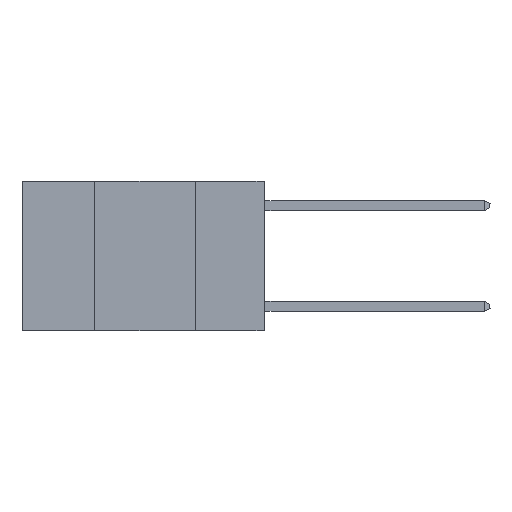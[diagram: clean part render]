
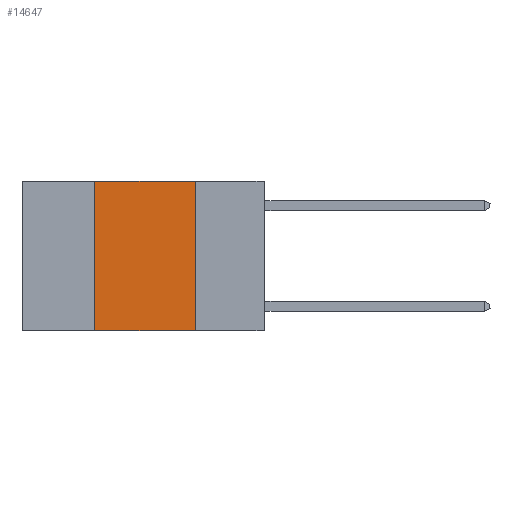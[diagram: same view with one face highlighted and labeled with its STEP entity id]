
A CAD part, left-side view. The second image highlights one B-rep face of the part: STEP entity #14647.
In plain terms, the highlighted planar face has unit normal (-1, 0, 0).
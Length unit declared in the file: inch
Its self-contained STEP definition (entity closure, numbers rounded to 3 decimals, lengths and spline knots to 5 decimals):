
#289 = ORIENTED_EDGE ( 'NONE', *, *, #7245, .F. ) ;
#474 = LINE ( 'NONE', #9049, #2212 ) ;
#2212 = VECTOR ( 'NONE', #20929, 39.37008 ) ;
#3221 = CARTESIAN_POINT ( 'NONE',  ( 0., 0.6, -0.37 ) ) ;
#3663 = LINE ( 'NONE', #13716, #7742 ) ;
#4230 = PLANE ( 'NONE',  #12229 ) ;
#4624 = VERTEX_POINT ( 'NONE', #16431 ) ;
#4704 = VECTOR ( 'NONE', #8785, 39.37008 ) ;
#4882 = DIRECTION ( 'NONE',  ( 0., 0., -1. ) ) ;
#6995 = CARTESIAN_POINT ( 'NONE',  ( 0., 0.17, 0. ) ) ;
#7245 = EDGE_CURVE ( 'NONE', #17336, #10633, #10147, .T. ) ;
#7742 = VECTOR ( 'NONE', #10690, 39.37008 ) ;
#8567 = VERTEX_POINT ( 'NONE', #20666 ) ;
#8677 = VECTOR ( 'NONE', #15064, 39.37008 ) ;
#8693 = CARTESIAN_POINT ( 'NONE',  ( 0., 0.17, -0.37 ) ) ;
#8785 = DIRECTION ( 'NONE',  ( 0., 0., -1. ) ) ;
#9049 = CARTESIAN_POINT ( 'NONE',  ( 0., 0.6, 0. ) ) ;
#10147 = LINE ( 'NONE', #6995, #4704 ) ;
#10633 = VERTEX_POINT ( 'NONE', #8693 ) ;
#10690 = DIRECTION ( 'NONE',  ( 0., 0., 1. ) ) ;
#10934 = FACE_OUTER_BOUND ( 'NONE', #11220, .T. ) ;
#11041 = CARTESIAN_POINT ( 'NONE',  ( 0., 0.6, 0. ) ) ;
#11185 = EDGE_CURVE ( 'NONE', #8567, #4624, #3663, .T. ) ;
#11220 = EDGE_LOOP ( 'NONE', ( #289, #15096, #19352, #16085 ) ) ;
#11701 = DIRECTION ( 'NONE',  ( 1., 0., 0. ) ) ;
#12229 = AXIS2_PLACEMENT_3D ( 'NONE', #11041, #11701, #4882 ) ;
#13716 = CARTESIAN_POINT ( 'NONE',  ( 0., 0.42, 0. ) ) ;
#14071 = EDGE_CURVE ( 'NONE', #4624, #17336, #474, .T. ) ;
#14647 = ADVANCED_FACE ( 'NONE', ( #10934 ), #4230, .F. ) ;
#15064 = DIRECTION ( 'NONE',  ( 0., -1., 0. ) ) ;
#15096 = ORIENTED_EDGE ( 'NONE', *, *, #14071, .F. ) ;
#16085 = ORIENTED_EDGE ( 'NONE', *, *, #18586, .T. ) ;
#16431 = CARTESIAN_POINT ( 'NONE',  ( 0., 0.42, 0. ) ) ;
#17336 = VERTEX_POINT ( 'NONE', #19363 ) ;
#18408 = LINE ( 'NONE', #3221, #8677 ) ;
#18586 = EDGE_CURVE ( 'NONE', #8567, #10633, #18408, .T. ) ;
#19352 = ORIENTED_EDGE ( 'NONE', *, *, #11185, .F. ) ;
#19363 = CARTESIAN_POINT ( 'NONE',  ( 0., 0.17, 0. ) ) ;
#20666 = CARTESIAN_POINT ( 'NONE',  ( 0., 0.42, -0.37 ) ) ;
#20929 = DIRECTION ( 'NONE',  ( 0., -1., 0. ) ) ;
